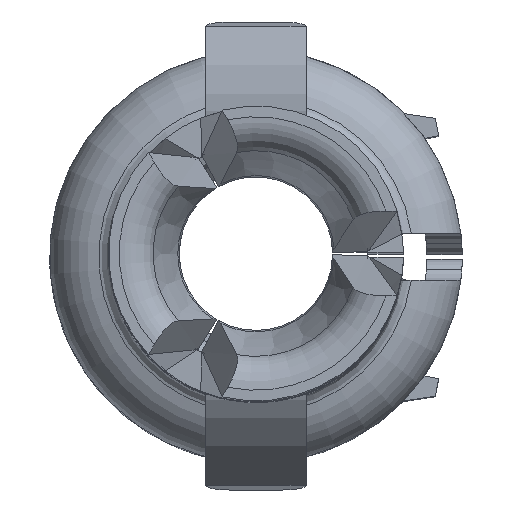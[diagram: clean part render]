
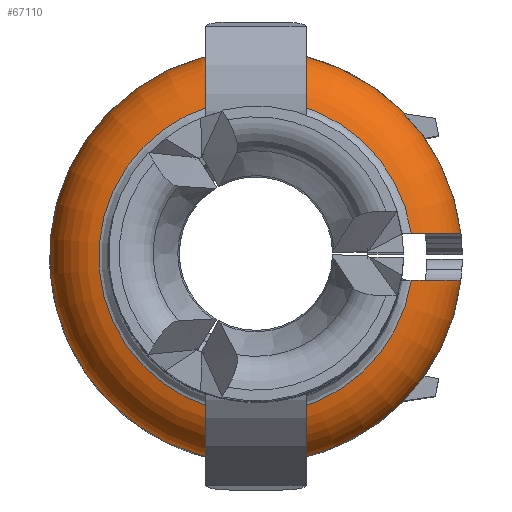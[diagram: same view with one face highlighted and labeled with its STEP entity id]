
A CAD part, top view. The second image highlights one B-rep face of the part: STEP entity #67110.
In plain terms, the highlighted toroidal (fillet/blend) face has major radius 1.25 mm and minor radius 0.5 mm.
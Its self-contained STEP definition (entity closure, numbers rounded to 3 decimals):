
#19840=CARTESIAN_POINT('',(55.2,22.739,15.7));
#19850=VERTEX_POINT('',#19840);
#19880=CARTESIAN_POINT('',(55.,21.,15.7));
#19890=DIRECTION('',(0.,0.,-1.));
#19900=DIRECTION('',(0.,-1.,0.));
#19910=AXIS2_PLACEMENT_3D('',#19880,#19890,#19900);
#19920=CIRCLE('',#19910,1.75);
#19930=CARTESIAN_POINT('',(54.8,22.739,
15.7));
#19940=VERTEX_POINT('',#19930);
#19950=EDGE_CURVE('',#19850,#19940,#19920,.T.);
#30130=CARTESIAN_POINT('',(55.2,21.,15.211));
#30140=DIRECTION('',(1.,0.,0.));
#30150=DIRECTION('',(0.,0.,1.));
#30160=AXIS2_PLACEMENT_3D('',#30130,#30140,#30150);
#30170=PLANE('',#30160);
#30400=CARTESIAN_POINT('',(55.2,22.318,15.207));
#30410=VERTEX_POINT('',#30400);
#30440=CARTESIAN_POINT('',(55.,21.,15.7));
#30450=DIRECTION('',(0.,0.,-1.));
#30460=DIRECTION('',(0.,-1.,0.));
#30470=AXIS2_PLACEMENT_3D('',#30440,#30450,#30460);
#30480=TOROIDAL_SURFACE('',#30470,1.25,0.5);
#30490=CARTESIAN_POINT('',(55.2,22.739,15.7));
#30500=CARTESIAN_POINT('',(55.2,22.739,15.693));
#30510=CARTESIAN_POINT('',(55.2,22.738,15.685));
#30520=CARTESIAN_POINT('',(55.2,22.738,15.678));
#30530=CARTESIAN_POINT('',(55.2,22.738,15.671));
#30540=CARTESIAN_POINT('',(55.2,22.737,15.664));
#30550=CARTESIAN_POINT('',(55.2,22.737,15.656));
#30560=CARTESIAN_POINT('',(55.2,22.735,15.642));
#30570=CARTESIAN_POINT('',(55.2,22.733,15.627));
#30580=CARTESIAN_POINT('',(55.2,22.731,15.613));
#30590=CARTESIAN_POINT('',(55.2,22.728,15.598));
#30600=CARTESIAN_POINT('',(55.2,22.725,15.584));
#30610=CARTESIAN_POINT('',(55.2,22.721,15.569));
#30620=CARTESIAN_POINT('',(55.2,22.717,15.555));
#30630=CARTESIAN_POINT('',(55.2,22.713,15.541));
#30640=CARTESIAN_POINT('',(55.2,22.708,15.527));
#30650=CARTESIAN_POINT('',(55.2,22.703,15.514));
#30660=CARTESIAN_POINT('',(55.2,22.697,15.5));
#30670=CARTESIAN_POINT('',(55.2,22.691,15.487));
#30680=CARTESIAN_POINT('',(55.2,22.684,15.474));
#30690=CARTESIAN_POINT('',(55.2,22.677,15.461));
#30700=CARTESIAN_POINT('',(55.2,22.67,15.448));
#30710=CARTESIAN_POINT('',(55.2,22.663,15.436));
#30720=CARTESIAN_POINT('',(55.2,22.655,15.423));
#30730=CARTESIAN_POINT('',(55.2,22.646,15.411));
#30740=CARTESIAN_POINT('',(55.2,22.637,15.399));
#30750=CARTESIAN_POINT('',(55.2,22.628,15.388));
#30760=CARTESIAN_POINT('',(55.2,22.619,15.376));
#30770=CARTESIAN_POINT('',(55.2,22.609,15.365));
#30780=CARTESIAN_POINT('',(55.2,22.599,15.355));
#30790=CARTESIAN_POINT('',(55.2,22.589,15.344));
#30800=CARTESIAN_POINT('',(55.2,22.578,15.334));
#30810=CARTESIAN_POINT('',(55.2,22.568,15.324));
#30820=CARTESIAN_POINT('',(55.2,22.556,15.315));
#30830=CARTESIAN_POINT('',(55.2,22.545,15.306));
#30840=CARTESIAN_POINT('',(55.2,22.533,15.297));
#30850=CARTESIAN_POINT('',(55.2,22.521,15.289));
#30860=CARTESIAN_POINT('',(55.2,22.509,15.28));
#30870=CARTESIAN_POINT('',(55.2,22.496,15.272));
#30880=CARTESIAN_POINT('',(55.2,22.483,15.265));
#30890=CARTESIAN_POINT('',(55.2,22.471,15.258));
#30900=CARTESIAN_POINT('',(55.2,22.458,15.251));
#30910=CARTESIAN_POINT('',(55.2,22.444,15.245));
#30920=CARTESIAN_POINT('',(55.2,22.431,15.239));
#30930=CARTESIAN_POINT('',(55.2,22.417,15.234));
#30940=CARTESIAN_POINT('',(55.2,22.403,15.229));
#30950=CARTESIAN_POINT('',(55.2,22.39,15.224));
#30960=CARTESIAN_POINT('',(55.2,22.376,15.22));
#30970=CARTESIAN_POINT('',(55.2,22.361,15.216));
#30980=CARTESIAN_POINT('',(55.2,22.347,15.212));
#30990=CARTESIAN_POINT('',(55.2,22.333,15.209));
#31000=CARTESIAN_POINT('',(55.2,22.318,15.207));
#31010=B_SPLINE_CURVE_WITH_KNOTS('',3,(#30490,#30500,#30510,#30520,
#30530,#30540,#30550,#30560,#30570,#30580,#30590,#30600,#30610,#30620,
#30630,#30640,#30650,#30660,#30670,#30680,#30690,#30700,#30710,#30720,
#30730,#30740,#30750,#30760,#30770,#30780,#30790,#30800,#30810,#30820,
#30830,#30840,#30850,#30860,#30870,#30880,#30890,#30900,#30910,#30920,
#30930,#30940,#30950,#30960,#30970,#30980,#30990,#31000),.UNSPECIFIED.,
.F.,.F.,(4,3,3,3,3,3,3,3,3,3,3,3,3,3,3,3,3,4),(0.,0.022,
0.044,0.088,0.132,0.176
,0.22,0.264,0.308,0.352,
0.396,0.44,0.484,0.528,
0.573,0.616,0.66,0.704)
,.UNSPECIFIED.);
#31020=SURFACE_CURVE('',#31010,(#30480,#30170),.CURVE_3D.);
#31030=EDGE_CURVE('',#19850,#30410,#31020,.T.);
#35970=CARTESIAN_POINT('',(54.8,21.,16.189));
#35980=DIRECTION('',(-1.,0.,0.));
#35990=DIRECTION('',(0.,0.,-1.));
#36000=AXIS2_PLACEMENT_3D('',#35970,#35980,#35990);
#36010=PLANE('',#36000);
#66420=CARTESIAN_POINT('',(54.8,22.318,15.207));
#66430=CARTESIAN_POINT('',(54.8,22.333,15.209));
#66440=CARTESIAN_POINT('',(54.8,22.347,15.212));
#66450=CARTESIAN_POINT('',(54.8,22.361,15.216));
#66460=CARTESIAN_POINT('',(54.8,22.376,15.22));
#66470=CARTESIAN_POINT('',(54.8,22.39,15.224));
#66480=CARTESIAN_POINT('',(54.8,22.404,15.229));
#66490=CARTESIAN_POINT('',(54.8,22.417,15.234));
#66500=CARTESIAN_POINT('',(54.8,22.431,15.239));
#66510=CARTESIAN_POINT('',(54.8,22.444,15.245));
#66520=CARTESIAN_POINT('',(54.8,22.458,15.251));
#66530=CARTESIAN_POINT('',(54.8,22.471,15.258));
#66540=CARTESIAN_POINT('',(54.8,22.483,15.265));
#66550=CARTESIAN_POINT('',(54.8,22.496,15.272));
#66560=CARTESIAN_POINT('',(54.8,22.509,15.28));
#66570=CARTESIAN_POINT('',(54.8,22.521,15.288));
#66580=CARTESIAN_POINT('',(54.8,22.533,15.297));
#66590=CARTESIAN_POINT('',(54.8,22.545,15.306));
#66600=CARTESIAN_POINT('',(54.8,22.556,15.315));
#66610=CARTESIAN_POINT('',(54.8,22.568,15.324));
#66620=CARTESIAN_POINT('',(54.8,22.578,15.334));
#66630=CARTESIAN_POINT('',(54.8,22.589,15.344));
#66640=CARTESIAN_POINT('',(54.8,22.594,15.349));
#66650=CARTESIAN_POINT('',(54.8,22.599,15.355));
#66660=CARTESIAN_POINT('',(54.8,22.604,15.36));
#66670=CARTESIAN_POINT('',(54.8,22.609,15.365));
#66680=CARTESIAN_POINT('',(54.8,22.614,15.371));
#66690=CARTESIAN_POINT('',(54.8,22.619,15.376));
#66700=CARTESIAN_POINT('',(54.8,22.628,15.388));
#66710=CARTESIAN_POINT('',(54.8,22.637,15.399));
#66720=CARTESIAN_POINT('',(54.8,22.646,15.411));
#66730=CARTESIAN_POINT('',(54.8,22.655,15.423));
#66740=CARTESIAN_POINT('',(54.8,22.663,
15.435));
#66750=CARTESIAN_POINT('',(54.8,22.67,
15.448));
#66760=CARTESIAN_POINT('',(54.8,22.677,
15.461));
#66770=CARTESIAN_POINT('',(54.8,22.684,15.474));
#66780=CARTESIAN_POINT('',(54.8,22.691,15.487));
#66790=CARTESIAN_POINT('',(54.8,22.697,15.5));
#66800=CARTESIAN_POINT('',(54.8,22.703,15.514));
#66810=CARTESIAN_POINT('',(54.8,22.708,15.527));
#66820=CARTESIAN_POINT('',(54.8,22.713,15.541));
#66830=CARTESIAN_POINT('',(54.8,22.717,15.555));
#66840=CARTESIAN_POINT('',(54.8,22.721,15.569));
#66850=CARTESIAN_POINT('',(54.8,22.725,15.583));
#66860=CARTESIAN_POINT('',(54.8,22.728,15.598));
#66870=CARTESIAN_POINT('',(54.8,22.731,15.612));
#66880=CARTESIAN_POINT('',(54.8,22.733,15.627));
#66890=CARTESIAN_POINT('',(54.8,22.735,15.641));
#66900=CARTESIAN_POINT('',(54.8,22.737,15.656));
#66910=CARTESIAN_POINT('',(54.8,22.738,15.671));
#66920=CARTESIAN_POINT('',(54.8,22.739,15.685));
#66930=CARTESIAN_POINT('',(54.8,22.739,15.7));
#66940=B_SPLINE_CURVE_WITH_KNOTS('',3,(#66420,#66430,#66440,#66450,
#66460,#66470,#66480,#66490,#66500,#66510,#66520,#66530,#66540,#66550,
#66560,#66570,#66580,#66590,#66600,#66610,#66620,#66630,#66640,#66650,
#66660,#66670,#66680,#66690,#66700,#66710,#66720,#66730,#66740,#66750,
#66760,#66770,#66780,#66790,#66800,#66810,#66820,#66830,#66840,#66850,
#66860,#66870,#66880,#66890,#66900,#66910,#66920,#66930),.UNSPECIFIED.,
.F.,.F.,(4,3,3,3,3,3,3,3,3,3,3,3,3,3,3,3,3,4),(0.,0.044,
0.088,0.132,0.176,0.22,
0.264,0.308,0.33,0.352,
0.396,0.44,0.484,0.528,
0.572,0.616,0.66,0.704)
,.UNSPECIFIED.);
#66950=SURFACE_CURVE('',#66940,(#30480,#36010),.CURVE_3D.);
#66960=CARTESIAN_POINT('',(54.8,22.318,15.207));
#66970=VERTEX_POINT('',#66960);
#66980=EDGE_CURVE('',#66970,#19940,#66950,.T.);
#66990=ORIENTED_EDGE('',*,*,#66980,.F.);
#67000=ORIENTED_EDGE('',*,*,#19950,.T.);
#67010=ORIENTED_EDGE('',*,*,#31030,.F.);
#67020=CARTESIAN_POINT('',(55.,21.,15.207));
#67030=DIRECTION('',(0.,0.,-1.));
#67040=DIRECTION('',(0.,-1.,0.));
#67050=AXIS2_PLACEMENT_3D('',#67020,#67030,#67040);
#67060=CIRCLE('',#67050,1.333);
#67070=EDGE_CURVE('',#30410,#66970,#67060,.T.);
#67080=ORIENTED_EDGE('',*,*,#67070,.F.);
#67090=EDGE_LOOP('',(#67080,#67010,#67000,#66990));
#67100=FACE_OUTER_BOUND('',#67090,.T.);
#67110=ADVANCED_FACE('',(#67100),#30480,.T.);
